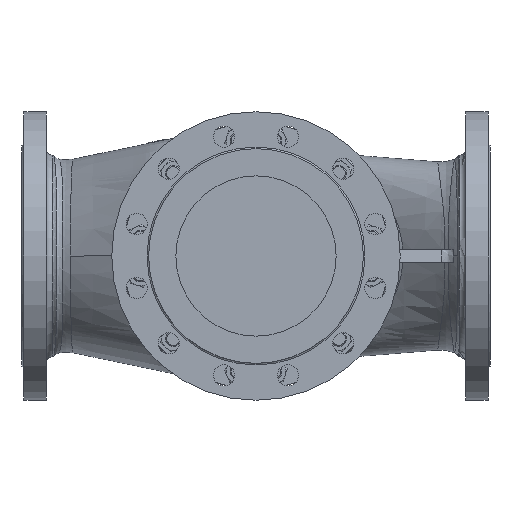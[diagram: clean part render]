
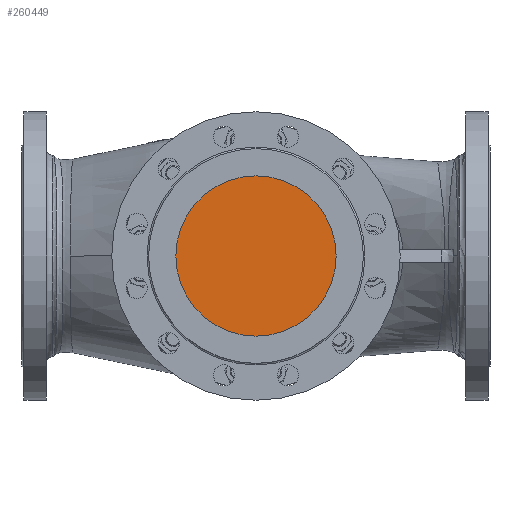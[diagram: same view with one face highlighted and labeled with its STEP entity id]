
A CAD part, front view. The second image highlights one B-rep face of the part: STEP entity #260449.
In plain terms, the highlighted planar face has unit normal (0, -1, 0).
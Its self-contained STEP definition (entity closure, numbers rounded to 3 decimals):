
#3404 = DIRECTION ( 'NONE',  ( 0., 0., -1. ) ) ;
#31784 = EDGE_CURVE ( 'NONE', #154691, #251659, #78295, .T. ) ;
#33795 = CARTESIAN_POINT ( 'NONE',  ( 0., -449.5, 0. ) ) ;
#42155 = CARTESIAN_POINT ( 'NONE',  ( 0., -449.5, 0. ) ) ;
#47915 = AXIS2_PLACEMENT_3D ( 'NONE', #42155, #216171, #67233 ) ;
#52133 = EDGE_CURVE ( 'NONE', #251659, #154691, #58051, .T. ) ;
#58051 = CIRCLE ( 'NONE', #85990, 125. ) ;
#67233 = DIRECTION ( 'NONE',  ( 0., 0., -1. ) ) ;
#78295 = CIRCLE ( 'NONE', #47915, 125. ) ;
#83879 = PLANE ( 'NONE',  #282435 ) ;
#85990 = AXIS2_PLACEMENT_3D ( 'NONE', #301269, #152491, #3404 ) ;
#122724 = FACE_OUTER_BOUND ( 'NONE', #249420, .T. ) ;
#143073 = ORIENTED_EDGE ( 'NONE', *, *, #52133, .T. ) ;
#152491 = DIRECTION ( 'NONE',  ( 0., -1., 0. ) ) ;
#154691 = VERTEX_POINT ( 'NONE', #292061 ) ;
#158930 = DIRECTION ( 'NONE',  ( 0., 0., -1. ) ) ;
#165125 = ORIENTED_EDGE ( 'NONE', *, *, #31784, .T. ) ;
#216171 = DIRECTION ( 'NONE',  ( 0., -1., 0. ) ) ;
#249420 = EDGE_LOOP ( 'NONE', ( #165125, #143073 ) ) ;
#251659 = VERTEX_POINT ( 'NONE', #274183 ) ;
#260449 = ADVANCED_FACE ( 'NONE', ( #122724 ), #83879, .T. ) ;
#274183 = CARTESIAN_POINT ( 'NONE',  ( 0., -449.5, 125. ) ) ;
#282435 = AXIS2_PLACEMENT_3D ( 'NONE', #33795, #307703, #158930 ) ;
#292061 = CARTESIAN_POINT ( 'NONE',  ( 0., -449.5, -125. ) ) ;
#301269 = CARTESIAN_POINT ( 'NONE',  ( 0., -449.5, 0. ) ) ;
#307703 = DIRECTION ( 'NONE',  ( 0., -1., 0. ) ) ;
